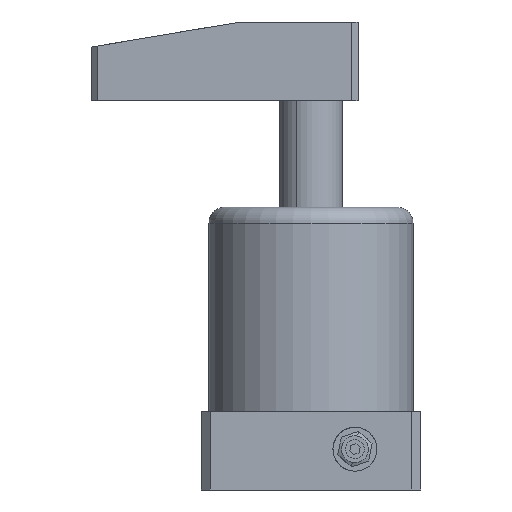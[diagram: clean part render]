
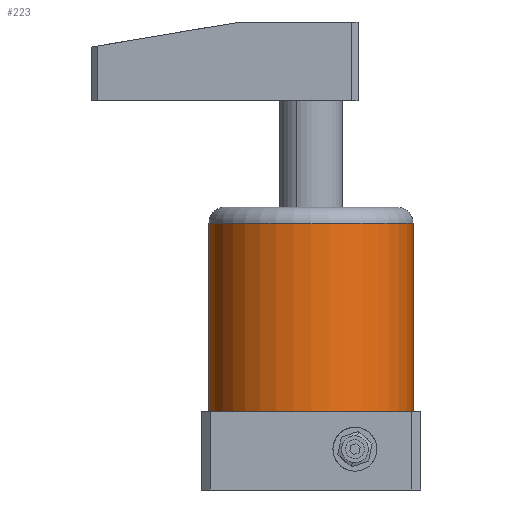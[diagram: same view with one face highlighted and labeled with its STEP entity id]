
A CAD part, front view. The second image highlights one B-rep face of the part: STEP entity #223.
In plain terms, the highlighted cylindrical face has radius 32.5 mm (diameter 65 mm), a partial arc.
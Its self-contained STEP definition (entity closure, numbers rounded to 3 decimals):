
#223 = ADVANCED_FACE ( 'NONE', ( #5297 ), #5302, .T. ) ;
#779 = EDGE_CURVE ( 'NONE', #5662, #6201, #3070, .T. ) ;
#781 = EDGE_CURVE ( 'NONE', #5670, #5578, #3074, .T. ) ;
#938 = CARTESIAN_POINT ( 'NONE',  ( 32.5, 0., 25. ) ) ;
#1182 = EDGE_CURVE ( 'NONE', #5670, #5662, #4379, .T. ) ;
#1266 = CARTESIAN_POINT ( 'NONE',  ( -32.5, 0., 25. ) ) ;
#1352 = CARTESIAN_POINT ( 'NONE',  ( 32.5, 0., 85. ) ) ;
#1372 = CARTESIAN_POINT ( 'NONE',  ( -32.5, 0., 85. ) ) ;
#1479 = AXIS2_PLACEMENT_3D ( 'NONE', #2446, #2357, #2552 ) ;
#1494 = AXIS2_PLACEMENT_3D ( 'NONE', #2602, #2567, #2689 ) ;
#1647 = AXIS2_PLACEMENT_3D ( 'NONE', #3333, #3334, #3339 ) ;
#1869 = EDGE_CURVE ( 'NONE', #6201, #5578, #4464, .T. ) ;
#2357 = DIRECTION ( 'NONE',  ( 0., 0., 1. ) ) ;
#2446 = CARTESIAN_POINT ( 'NONE',  ( 0., 0., 25. ) ) ;
#2552 = DIRECTION ( 'NONE',  ( 1., 0., 0. ) ) ;
#2567 = DIRECTION ( 'NONE',  ( 0., 0., -1. ) ) ;
#2602 = CARTESIAN_POINT ( 'NONE',  ( 0., 0., 85. ) ) ;
#2689 = DIRECTION ( 'NONE',  ( 1., 0., 0. ) ) ;
#3070 = LINE ( 'NONE', #3604, #3075 ) ;
#3074 = LINE ( 'NONE', #3598, #3078 ) ;
#3075 = VECTOR ( 'NONE', #3610, 1000. ) ;
#3078 = VECTOR ( 'NONE', #3599, 1000. ) ;
#3333 = CARTESIAN_POINT ( 'NONE',  ( 0., 0., 90. ) ) ;
#3334 = DIRECTION ( 'NONE',  ( 0., 0., -1. ) ) ;
#3339 = DIRECTION ( 'NONE',  ( -1., 0., 0. ) ) ;
#3598 = CARTESIAN_POINT ( 'NONE',  ( 32.5, 0., 90. ) ) ;
#3599 = DIRECTION ( 'NONE',  ( 0., 0., -1. ) ) ;
#3604 = CARTESIAN_POINT ( 'NONE',  ( -32.5, 0., 90. ) ) ;
#3610 = DIRECTION ( 'NONE',  ( 0., 0., -1. ) ) ;
#4133 = EDGE_LOOP ( 'NONE', ( #5995, #5994, #5993, #5992 ) ) ;
#4379 = CIRCLE ( 'NONE', #1494, 32.5 ) ;
#4464 = CIRCLE ( 'NONE', #1479, 32.5 ) ;
#5297 = FACE_OUTER_BOUND ( 'NONE', #4133, .T. ) ;
#5302 = CYLINDRICAL_SURFACE ( 'NONE', #1647, 32.5 ) ;
#5578 = VERTEX_POINT ( 'NONE', #938 ) ;
#5662 = VERTEX_POINT ( 'NONE', #1372 ) ;
#5670 = VERTEX_POINT ( 'NONE', #1352 ) ;
#5992 = ORIENTED_EDGE ( 'NONE', *, *, #1869, .T. ) ;
#5993 = ORIENTED_EDGE ( 'NONE', *, *, #779, .T. ) ;
#5994 = ORIENTED_EDGE ( 'NONE', *, *, #1182, .T. ) ;
#5995 = ORIENTED_EDGE ( 'NONE', *, *, #781, .F. ) ;
#6201 = VERTEX_POINT ( 'NONE', #1266 ) ;
